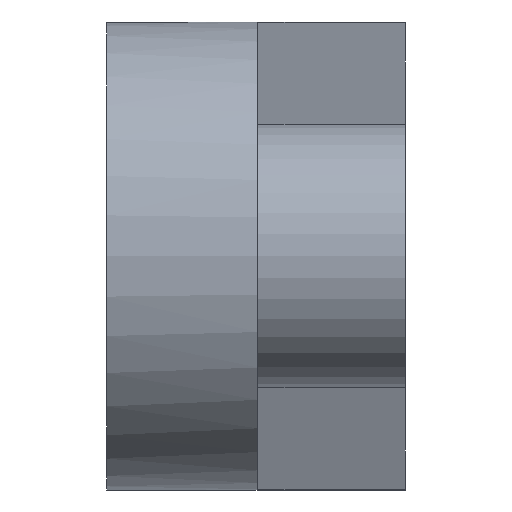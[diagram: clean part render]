
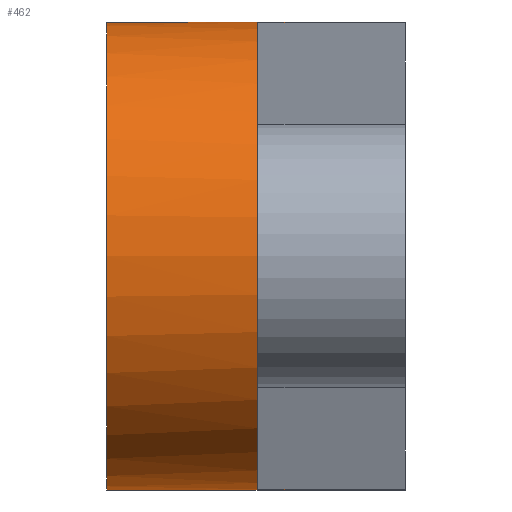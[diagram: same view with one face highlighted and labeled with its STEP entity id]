
A CAD part, left-side view. The second image highlights one B-rep face of the part: STEP entity #462.
In plain terms, the highlighted cylindrical face has radius 4.693 mm (diameter 9.385 mm), a partial arc.
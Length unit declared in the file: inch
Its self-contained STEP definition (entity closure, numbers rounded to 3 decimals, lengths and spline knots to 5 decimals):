
#42 = VECTOR ( 'NONE', #168, 39.37008 ) ;
#96 = FACE_OUTER_BOUND ( 'NONE', #2646, .T. ) ;
#98 = EDGE_CURVE ( 'NONE', #2548, #1383, #1637, .T. ) ;
#142 = AXIS2_PLACEMENT_3D ( 'NONE', #1977, #748, #2198 ) ;
#152 = LINE ( 'NONE', #952, #2187 ) ;
#159 = VERTEX_POINT ( 'NONE', #2557 ) ;
#161 = EDGE_CURVE ( 'NONE', #1001, #1398, #2046, .T. ) ;
#168 = DIRECTION ( 'NONE',  ( 0., -1., 0. ) ) ;
#186 = ORIENTED_EDGE ( 'NONE', *, *, #161, .F. ) ;
#220 = AXIS2_PLACEMENT_3D ( 'NONE', #1085, #2529, #1287 ) ;
#243 = LINE ( 'NONE', #2380, #823 ) ;
#245 = ORIENTED_EDGE ( 'NONE', *, *, #2453, .T. ) ;
#356 = CIRCLE ( 'NONE', #2245, 0.18475 ) ;
#422 = CARTESIAN_POINT ( 'NONE',  ( 0., 0.1165, 0. ) ) ;
#449 = DIRECTION ( 'NONE',  ( 0., 1., 0. ) ) ;
#462 = ADVANCED_FACE ( 'NONE', ( #96 ), #1632, .T. ) ;
#477 = CARTESIAN_POINT ( 'NONE',  ( -0.01487, 0.1165, -0.18415 ) ) ;
#597 = EDGE_CURVE ( 'NONE', #2421, #1288, #2225, .T. ) ;
#612 = CARTESIAN_POINT ( 'NONE',  ( 0., 0.236, 0. ) ) ;
#645 = DIRECTION ( 'NONE',  ( 0., 0., -1. ) ) ;
#662 = CARTESIAN_POINT ( 'NONE',  ( 0., 0., 0. ) ) ;
#680 = EDGE_CURVE ( 'NONE', #1185, #1001, #356, .T. ) ;
#706 = CARTESIAN_POINT ( 'NONE',  ( -0.01487, 0.1165, 0.18415 ) ) ;
#711 = ORIENTED_EDGE ( 'NONE', *, *, #919, .F. ) ;
#724 = EDGE_CURVE ( 'NONE', #159, #1398, #2308, .T. ) ;
#735 = DIRECTION ( 'NONE',  ( 0., -1., 0. ) ) ;
#748 = DIRECTION ( 'NONE',  ( 0., 1., 0. ) ) ;
#766 = CARTESIAN_POINT ( 'NONE',  ( 0., 0., 0.18475 ) ) ;
#823 = VECTOR ( 'NONE', #948, 39.37008 ) ;
#919 = EDGE_CURVE ( 'NONE', #1288, #1383, #243, .T. ) ;
#948 = DIRECTION ( 'NONE',  ( 0., -1., 0. ) ) ;
#952 = CARTESIAN_POINT ( 'NONE',  ( 0., 0.236, -0.18475 ) ) ;
#1001 = VERTEX_POINT ( 'NONE', #1443 ) ;
#1029 = DIRECTION ( 'NONE',  ( 0., -1., 0. ) ) ;
#1085 = CARTESIAN_POINT ( 'NONE',  ( 0., 0., 0. ) ) ;
#1185 = VERTEX_POINT ( 'NONE', #706 ) ;
#1237 = ORIENTED_EDGE ( 'NONE', *, *, #1268, .T. ) ;
#1268 = EDGE_CURVE ( 'NONE', #2421, #159, #152, .T. ) ;
#1287 = DIRECTION ( 'NONE',  ( 0., 0., 1. ) ) ;
#1288 = VERTEX_POINT ( 'NONE', #2389 ) ;
#1383 = VERTEX_POINT ( 'NONE', #766 ) ;
#1398 = VERTEX_POINT ( 'NONE', #1898 ) ;
#1438 = CARTESIAN_POINT ( 'NONE',  ( -0.01487, 0.1165, 0.18415 ) ) ;
#1443 = CARTESIAN_POINT ( 'NONE',  ( -0.01487, 0.1165, -0.18415 ) ) ;
#1515 = AXIS2_PLACEMENT_3D ( 'NONE', #612, #1029, #2477 ) ;
#1632 = CYLINDRICAL_SURFACE ( 'NONE', #1515, 0.18475 ) ;
#1637 = CIRCLE ( 'NONE', #2307, 0.18475 ) ;
#1670 = CARTESIAN_POINT ( 'NONE',  ( -0.01487, 0., 0.18415 ) ) ;
#1808 = ORIENTED_EDGE ( 'NONE', *, *, #597, .F. ) ;
#1880 = DIRECTION ( 'NONE',  ( 0., -1., 0. ) ) ;
#1898 = CARTESIAN_POINT ( 'NONE',  ( -0.01487, 0., -0.18415 ) ) ;
#1914 = ORIENTED_EDGE ( 'NONE', *, *, #98, .T. ) ;
#1977 = CARTESIAN_POINT ( 'NONE',  ( 0., 0.236, 0. ) ) ;
#1994 = VECTOR ( 'NONE', #2134, 39.37008 ) ;
#2046 = LINE ( 'NONE', #477, #1994 ) ;
#2134 = DIRECTION ( 'NONE',  ( 0., -1., 0. ) ) ;
#2187 = VECTOR ( 'NONE', #735, 39.37008 ) ;
#2198 = DIRECTION ( 'NONE',  ( 0., 0., 1. ) ) ;
#2225 = CIRCLE ( 'NONE', #142, 0.18475 ) ;
#2245 = AXIS2_PLACEMENT_3D ( 'NONE', #422, #1880, #645 ) ;
#2257 = CARTESIAN_POINT ( 'NONE',  ( 0., 0.236, -0.18475 ) ) ;
#2307 = AXIS2_PLACEMENT_3D ( 'NONE', #662, #449, #2525 ) ;
#2308 = CIRCLE ( 'NONE', #220, 0.18475 ) ;
#2341 = ORIENTED_EDGE ( 'NONE', *, *, #724, .T. ) ;
#2380 = CARTESIAN_POINT ( 'NONE',  ( 0., 0.236, 0.18475 ) ) ;
#2389 = CARTESIAN_POINT ( 'NONE',  ( 0., 0.236, 0.18475 ) ) ;
#2416 = ORIENTED_EDGE ( 'NONE', *, *, #680, .F. ) ;
#2421 = VERTEX_POINT ( 'NONE', #2257 ) ;
#2453 = EDGE_CURVE ( 'NONE', #1185, #2548, #2682, .T. ) ;
#2477 = DIRECTION ( 'NONE',  ( 0., 0., -1. ) ) ;
#2525 = DIRECTION ( 'NONE',  ( 0., 0., 1. ) ) ;
#2529 = DIRECTION ( 'NONE',  ( 0., 1., 0. ) ) ;
#2548 = VERTEX_POINT ( 'NONE', #1670 ) ;
#2557 = CARTESIAN_POINT ( 'NONE',  ( 0., 0., -0.18475 ) ) ;
#2646 = EDGE_LOOP ( 'NONE', ( #711, #1808, #1237, #2341, #186, #2416, #245, #1914 ) ) ;
#2682 = LINE ( 'NONE', #1438, #42 ) ;
